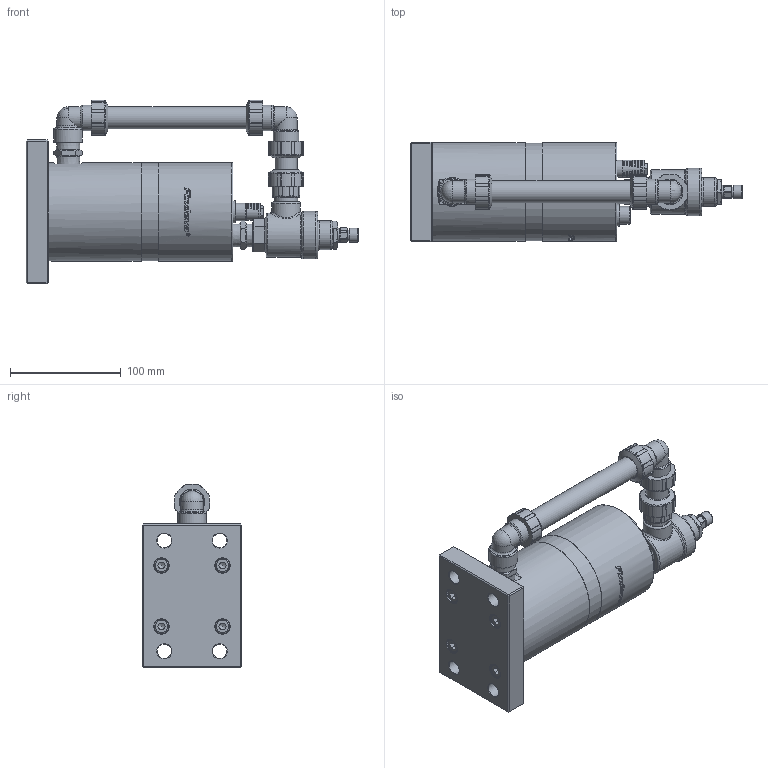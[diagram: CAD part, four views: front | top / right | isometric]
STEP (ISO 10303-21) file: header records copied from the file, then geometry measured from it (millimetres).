
FILE_DESCRIPTION((''),'2;1');
FILE_NAME('4100-00-M.stp','2012-02-21T14:38:25',('Petr'),(''),'Autodesk Inventor 2011','Autodesk Inventor 2011','');
FILE_SCHEMA(('CONFIG_CONTROL_DESIGN'));
Length unit declared in the file: millimetre
Products named in the file (1): 4100-00-M
Bounding box: 300 x 90 x 166 mm (x, y, z)
Volume: 1395389.5 mm3; surface area: 169234.8 mm2
Topology: 1 solids, 29 shells, 1064 faces, 2694 edges, 1767 vertices
Faces by surface type: plane 412, cylinder 250, bspline 183, torus 116, cone 101, sphere 2
Full cylindrical faces by diameter (mm): 4.917 x6, 6 x13, 6.4 x6, 6.647 x4, 8 x8, 8.376 x1, 8.4 x4, 8.566 x1, 8.647 x1, 9.73 x1, 10 x8, 10.5 x1, 12.5 x2, 13 x8, 13.5 x4, 14 x2, 15.48 x2, 15.5 x1, 16 x6, 18 x2, 18.632 x2, 19.482 x3, 19.939 x1, 20 x3, 20.95 x2, 23 x3, 26 x3, 40 x1, 43 x1, 60 x2
Entity records: 52851 total; most frequent: CARTESIAN_POINT 29637, ORIENTED_EDGE 4640, DIRECTION 3911, EDGE_CURVE 2320, VERTEX_POINT 1637, AXIS2_PLACEMENT_3D 1604, EDGE_LOOP 1433, FACE_OUTER_BOUND 1064
